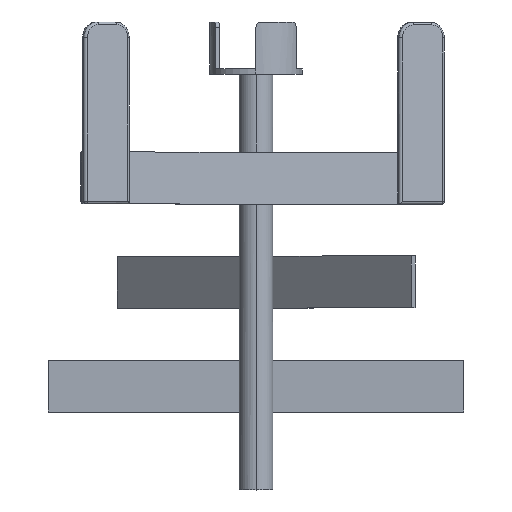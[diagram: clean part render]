
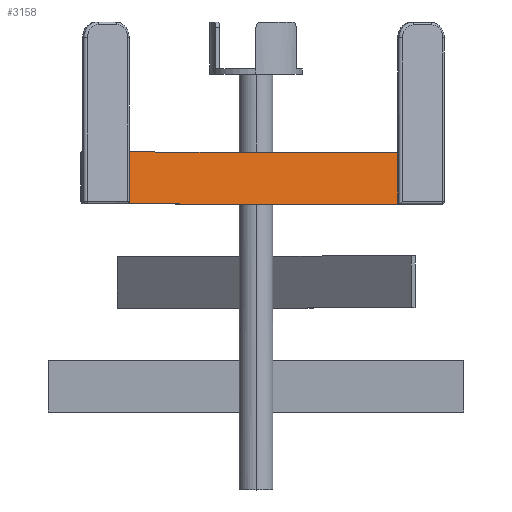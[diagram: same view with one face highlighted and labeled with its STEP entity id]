
A CAD part, top view. The second image highlights one B-rep face of the part: STEP entity #3158.
In plain terms, the highlighted planar face has unit normal (0.5, 0, 0.866).
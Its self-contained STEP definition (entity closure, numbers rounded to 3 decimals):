
#2 = AXIS2_PLACEMENT_3D ( 'NONE', #463, #1425, #1128 ) ;
#40 = ORIENTED_EDGE ( 'NONE', *, *, #1967, .T. ) ;
#72 = VERTEX_POINT ( 'NONE', #3217 ) ;
#162 = VERTEX_POINT ( 'NONE', #2135 ) ;
#168 = DIRECTION ( 'NONE',  ( 0.866, 0., -0.5 ) ) ;
#257 = VECTOR ( 'NONE', #2900, 1000. ) ;
#382 = EDGE_CURVE ( 'NONE', #3897, #162, #2647, .T. ) ;
#463 = CARTESIAN_POINT ( 'NONE',  ( 358.991, 650., -169.736 ) ) ;
#543 = CARTESIAN_POINT ( 'NONE',  ( 358.991, 550., -169.736 ) ) ;
#660 = EDGE_CURVE ( 'NONE', #3375, #3897, #1110, .T. ) ;
#693 = ORIENTED_EDGE ( 'NONE', *, *, #660, .F. ) ;
#702 = DIRECTION ( 'NONE',  ( 0.866, 0., -0.5 ) ) ;
#840 = FACE_OUTER_BOUND ( 'NONE', #3121, .T. ) ;
#862 = PLANE ( 'NONE',  #2 ) ;
#891 = LINE ( 'NONE', #543, #2145 ) ;
#945 = CARTESIAN_POINT ( 'NONE',  ( 358.991, 650., -169.736 ) ) ;
#979 = CARTESIAN_POINT ( 'NONE',  ( 358.991, 550., -169.736 ) ) ;
#1110 = LINE ( 'NONE', #3961, #1765 ) ;
#1128 = DIRECTION ( 'NONE',  ( -0.866, 0., 0.5 ) ) ;
#1425 = DIRECTION ( 'NONE',  ( -0.5, 0., -0.866 ) ) ;
#1432 = VECTOR ( 'NONE', #3573, 1000. ) ;
#1506 = DIRECTION ( 'NONE',  ( 0.866, 0., -0.5 ) ) ;
#1514 = ORIENTED_EDGE ( 'NONE', *, *, #2518, .F. ) ;
#1765 = VECTOR ( 'NONE', #168, 1000. ) ;
#1860 = VERTEX_POINT ( 'NONE', #2375 ) ;
#1967 = EDGE_CURVE ( 'NONE', #1860, #162, #891, .T. ) ;
#2135 = CARTESIAN_POINT ( 'NONE',  ( 272.388, 550., -119.736 ) ) ;
#2145 = VECTOR ( 'NONE', #1506, 1000. ) ;
#2292 = ORIENTED_EDGE ( 'NONE', *, *, #3951, .F. ) ;
#2298 = VECTOR ( 'NONE', #702, 1000. ) ;
#2373 = VERTEX_POINT ( 'NONE', #3964 ) ;
#2375 = CARTESIAN_POINT ( 'NONE',  ( 16.25, 550., 28.146 ) ) ;
#2427 = LINE ( 'NONE', #945, #2298 ) ;
#2498 = DIRECTION ( 'NONE',  ( 0.866, 0., -0.5 ) ) ;
#2518 = EDGE_CURVE ( 'NONE', #72, #2373, #2625, .T. ) ;
#2572 = CARTESIAN_POINT ( 'NONE',  ( 272.388, 900., -119.736 ) ) ;
#2576 = EDGE_CURVE ( 'NONE', #72, #1860, #3404, .T. ) ;
#2625 = LINE ( 'NONE', #3516, #1432 ) ;
#2647 = LINE ( 'NONE', #2572, #257 ) ;
#2900 = DIRECTION ( 'NONE',  ( 0., -1., 0. ) ) ;
#2927 = ORIENTED_EDGE ( 'NONE', *, *, #2576, .T. ) ;
#3044 = CARTESIAN_POINT ( 'NONE',  ( 272.388, 650., -119.736 ) ) ;
#3121 = EDGE_LOOP ( 'NONE', ( #3505, #693, #2292, #1514, #2927, #40 ) ) ;
#3158 = ADVANCED_FACE ( 'NONE', ( #840 ), #862, .F. ) ;
#3217 = CARTESIAN_POINT ( 'NONE',  ( -247.227, 550., 180.264 ) ) ;
#3231 = CARTESIAN_POINT ( 'NONE',  ( 16.25, 650., 28.146 ) ) ;
#3375 = VERTEX_POINT ( 'NONE', #3231 ) ;
#3404 = LINE ( 'NONE', #979, #3487 ) ;
#3487 = VECTOR ( 'NONE', #2498, 1000. ) ;
#3505 = ORIENTED_EDGE ( 'NONE', *, *, #382, .F. ) ;
#3516 = CARTESIAN_POINT ( 'NONE',  ( -247.227, 900., 180.264 ) ) ;
#3573 = DIRECTION ( 'NONE',  ( 0., 1., 0. ) ) ;
#3897 = VERTEX_POINT ( 'NONE', #3044 ) ;
#3951 = EDGE_CURVE ( 'NONE', #2373, #3375, #2427, .T. ) ;
#3961 = CARTESIAN_POINT ( 'NONE',  ( 358.991, 650., -169.736 ) ) ;
#3964 = CARTESIAN_POINT ( 'NONE',  ( -247.227, 650., 180.264 ) ) ;
